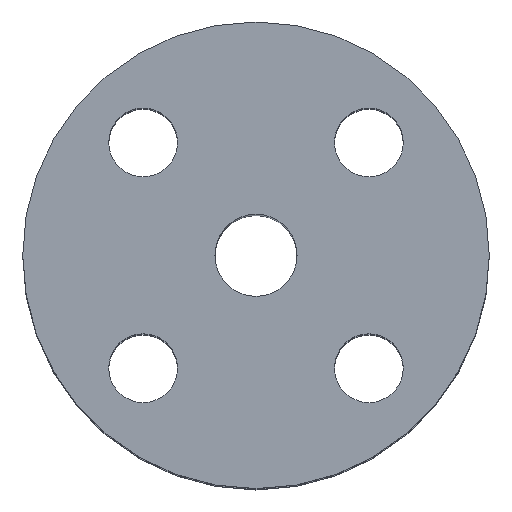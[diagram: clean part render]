
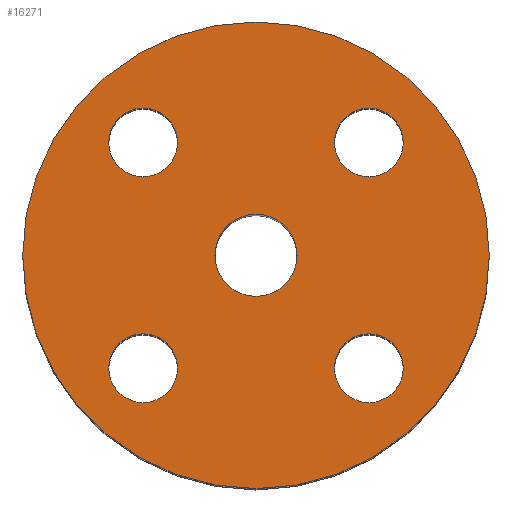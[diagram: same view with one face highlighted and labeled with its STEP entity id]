
A CAD part, top view. The second image highlights one B-rep face of the part: STEP entity #16271.
In plain terms, the highlighted planar face has unit normal (0, 0, 1).
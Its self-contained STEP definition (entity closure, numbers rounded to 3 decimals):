
#79 = VERTEX_POINT ( 'NONE', #21268 ) ;
#151 = DIRECTION ( 'NONE',  ( 0., 0., 1. ) ) ;
#238 = VERTEX_POINT ( 'NONE', #11201 ) ;
#260 = CARTESIAN_POINT ( 'NONE',  ( -8.35, 0., 0. ) ) ;
#308 = CIRCLE ( 'NONE', #22506, 47.5 ) ;
#330 = DIRECTION ( 'NONE',  ( 0., 0., 1. ) ) ;
#363 = DIRECTION ( 'NONE',  ( -1., 0., 0. ) ) ;
#666 = ORIENTED_EDGE ( 'NONE', *, *, #15518, .T. ) ;
#1389 = CIRCLE ( 'NONE', #16495, 7. ) ;
#1610 = VERTEX_POINT ( 'NONE', #14722 ) ;
#1710 = EDGE_LOOP ( 'NONE', ( #26290, #5949 ) ) ;
#1816 = AXIS2_PLACEMENT_3D ( 'NONE', #18244, #330, #22526 ) ;
#2673 = DIRECTION ( 'NONE',  ( 1., 0., 0. ) ) ;
#2757 = FACE_BOUND ( 'NONE', #21201, .T. ) ;
#3085 = DIRECTION ( 'NONE',  ( 1., 0., 0. ) ) ;
#3090 = ORIENTED_EDGE ( 'NONE', *, *, #4698, .F. ) ;
#3873 = DIRECTION ( 'NONE',  ( 0., 0., 1. ) ) ;
#3966 = CIRCLE ( 'NONE', #18124, 8.35 ) ;
#4436 = DIRECTION ( 'NONE',  ( 0., 0., 1. ) ) ;
#4557 = EDGE_LOOP ( 'NONE', ( #9117, #17932 ) ) ;
#4698 = EDGE_CURVE ( 'NONE', #21902, #23262, #20916, .T. ) ;
#4859 = DIRECTION ( 'NONE',  ( 0., 0., 1. ) ) ;
#5120 = FACE_BOUND ( 'NONE', #17628, .T. ) ;
#5231 = DIRECTION ( 'NONE',  ( 1., 0., 0. ) ) ;
#5944 = AXIS2_PLACEMENT_3D ( 'NONE', #9685, #27597, #363 ) ;
#5949 = ORIENTED_EDGE ( 'NONE', *, *, #11646, .F. ) ;
#5958 = EDGE_CURVE ( 'NONE', #17653, #79, #27104, .T. ) ;
#6174 = CARTESIAN_POINT ( 'NONE',  ( 15.981, 22.981, 0. ) ) ;
#6250 = EDGE_CURVE ( 'NONE', #10408, #20643, #3966, .T. ) ;
#7292 = ORIENTED_EDGE ( 'NONE', *, *, #5958, .F. ) ;
#7349 = CIRCLE ( 'NONE', #5944, 7. ) ;
#7477 = EDGE_CURVE ( 'NONE', #23262, #21902, #12960, .T. ) ;
#7776 = FACE_BOUND ( 'NONE', #1710, .T. ) ;
#8484 = CARTESIAN_POINT ( 'NONE',  ( -15.981, -22.981, 0. ) ) ;
#8614 = CARTESIAN_POINT ( 'NONE',  ( 22.981, 22.981, 0. ) ) ;
#8664 = CARTESIAN_POINT ( 'NONE',  ( 15.981, -22.981, 0. ) ) ;
#8910 = AXIS2_PLACEMENT_3D ( 'NONE', #8614, #28898, #24576 ) ;
#8920 = ORIENTED_EDGE ( 'NONE', *, *, #18339, .T. ) ;
#9117 = ORIENTED_EDGE ( 'NONE', *, *, #6250, .F. ) ;
#9295 = DIRECTION ( 'NONE',  ( 1., 0., 0. ) ) ;
#9685 = CARTESIAN_POINT ( 'NONE',  ( -22.981, -22.981, 0. ) ) ;
#10141 = FACE_BOUND ( 'NONE', #4557, .T. ) ;
#10243 = CARTESIAN_POINT ( 'NONE',  ( -22.981, -22.981, 0. ) ) ;
#10408 = VERTEX_POINT ( 'NONE', #11535 ) ;
#10592 = CARTESIAN_POINT ( 'NONE',  ( -29.981, 22.981, 0. ) ) ;
#10808 = DIRECTION ( 'NONE',  ( 0., 1., 0. ) ) ;
#11201 = CARTESIAN_POINT ( 'NONE',  ( -29.981, -22.981, 0. ) ) ;
#11535 = CARTESIAN_POINT ( 'NONE',  ( 8.35, 0., 0. ) ) ;
#11598 = AXIS2_PLACEMENT_3D ( 'NONE', #24097, #19802, #19366 ) ;
#11646 = EDGE_CURVE ( 'NONE', #23727, #15422, #15778, .T. ) ;
#11783 = DIRECTION ( 'NONE',  ( 0., 0., -1. ) ) ;
#12075 = CARTESIAN_POINT ( 'NONE',  ( 0., 8.35, 0. ) ) ;
#12643 = AXIS2_PLACEMENT_3D ( 'NONE', #16276, #151, #2673 ) ;
#12960 = CIRCLE ( 'NONE', #14361, 7. ) ;
#13253 = DIRECTION ( 'NONE',  ( 0., -1., 0. ) ) ;
#13341 = DIRECTION ( 'NONE',  ( -1., 0., 0. ) ) ;
#13988 = VERTEX_POINT ( 'NONE', #8484 ) ;
#14317 = CARTESIAN_POINT ( 'NONE',  ( 22.981, 22.981, 0. ) ) ;
#14361 = AXIS2_PLACEMENT_3D ( 'NONE', #28735, #3873, #10808 ) ;
#14722 = CARTESIAN_POINT ( 'NONE',  ( -47.5, 0., 0. ) ) ;
#15334 = DIRECTION ( 'NONE',  ( 0., 0., 1. ) ) ;
#15422 = VERTEX_POINT ( 'NONE', #21124 ) ;
#15518 = EDGE_CURVE ( 'NONE', #25613, #1610, #29106, .T. ) ;
#15621 = ORIENTED_EDGE ( 'NONE', *, *, #7477, .F. ) ;
#15778 = CIRCLE ( 'NONE', #26171, 7. ) ;
#15895 = EDGE_CURVE ( 'NONE', #238, #13988, #7349, .T. ) ;
#16207 = FACE_OUTER_BOUND ( 'NONE', #23602, .T. ) ;
#16209 = AXIS2_PLACEMENT_3D ( 'NONE', #17976, #15334, #13253 ) ;
#16217 = ORIENTED_EDGE ( 'NONE', *, *, #26927, .F. ) ;
#16271 = ADVANCED_FACE ( 'NONE', ( #5120, #2757, #16507, #7776, #10141, #16207 ), #16799, .F. ) ;
#16276 = CARTESIAN_POINT ( 'NONE',  ( 0., 0., 0. ) ) ;
#16495 = AXIS2_PLACEMENT_3D ( 'NONE', #10243, #22646, #13341 ) ;
#16507 = FACE_BOUND ( 'NONE', #25464, .T. ) ;
#16799 = PLANE ( 'NONE',  #23917 ) ;
#17066 = CARTESIAN_POINT ( 'NONE',  ( 0., 0., 0. ) ) ;
#17628 = EDGE_LOOP ( 'NONE', ( #25779, #7292 ) ) ;
#17653 = VERTEX_POINT ( 'NONE', #8664 ) ;
#17829 = CIRCLE ( 'NONE', #12643, 8.35 ) ;
#17932 = ORIENTED_EDGE ( 'NONE', *, *, #21937, .F. ) ;
#17976 = CARTESIAN_POINT ( 'NONE',  ( 22.981, -22.981, 0. ) ) ;
#18124 = AXIS2_PLACEMENT_3D ( 'NONE', #17066, #25506, #5231 ) ;
#18244 = CARTESIAN_POINT ( 'NONE',  ( 22.981, -22.981, 0. ) ) ;
#18339 = EDGE_CURVE ( 'NONE', #1610, #25613, #308, .T. ) ;
#19055 = AXIS2_PLACEMENT_3D ( 'NONE', #24549, #4436, #29010 ) ;
#19366 = DIRECTION ( 'NONE',  ( 1., 0., 0. ) ) ;
#19802 = DIRECTION ( 'NONE',  ( 0., 0., 1. ) ) ;
#20643 = VERTEX_POINT ( 'NONE', #260 ) ;
#20916 = CIRCLE ( 'NONE', #19055, 7. ) ;
#21124 = CARTESIAN_POINT ( 'NONE',  ( 29.981, 22.981, 0. ) ) ;
#21139 = CARTESIAN_POINT ( 'NONE',  ( 47.5, 0., 0. ) ) ;
#21201 = EDGE_LOOP ( 'NONE', ( #16217, #22883 ) ) ;
#21268 = CARTESIAN_POINT ( 'NONE',  ( 29.981, -22.981, 0. ) ) ;
#21692 = CIRCLE ( 'NONE', #8910, 7. ) ;
#21902 = VERTEX_POINT ( 'NONE', #22782 ) ;
#21937 = EDGE_CURVE ( 'NONE', #20643, #10408, #17829, .T. ) ;
#22506 = AXIS2_PLACEMENT_3D ( 'NONE', #23343, #23048, #3085 ) ;
#22526 = DIRECTION ( 'NONE',  ( 0., -1., 0. ) ) ;
#22589 = CIRCLE ( 'NONE', #1816, 7. ) ;
#22646 = DIRECTION ( 'NONE',  ( 0., 0., 1. ) ) ;
#22782 = CARTESIAN_POINT ( 'NONE',  ( -15.981, 22.981, 0. ) ) ;
#22883 = ORIENTED_EDGE ( 'NONE', *, *, #15895, .F. ) ;
#23048 = DIRECTION ( 'NONE',  ( 0., 0., 1. ) ) ;
#23262 = VERTEX_POINT ( 'NONE', #10592 ) ;
#23343 = CARTESIAN_POINT ( 'NONE',  ( 0., 0., 0. ) ) ;
#23602 = EDGE_LOOP ( 'NONE', ( #666, #8920 ) ) ;
#23727 = VERTEX_POINT ( 'NONE', #6174 ) ;
#23917 = AXIS2_PLACEMENT_3D ( 'NONE', #12075, #11783, #25532 ) ;
#24097 = CARTESIAN_POINT ( 'NONE',  ( 0., 0., 0. ) ) ;
#24148 = EDGE_CURVE ( 'NONE', #79, #17653, #22589, .T. ) ;
#24549 = CARTESIAN_POINT ( 'NONE',  ( -22.981, 22.981, 0. ) ) ;
#24576 = DIRECTION ( 'NONE',  ( 1., 0., 0. ) ) ;
#24987 = EDGE_CURVE ( 'NONE', #15422, #23727, #21692, .T. ) ;
#25464 = EDGE_LOOP ( 'NONE', ( #3090, #15621 ) ) ;
#25506 = DIRECTION ( 'NONE',  ( 0., 0., 1. ) ) ;
#25532 = DIRECTION ( 'NONE',  ( -1., 0., 0. ) ) ;
#25613 = VERTEX_POINT ( 'NONE', #21139 ) ;
#25779 = ORIENTED_EDGE ( 'NONE', *, *, #24148, .F. ) ;
#26171 = AXIS2_PLACEMENT_3D ( 'NONE', #14317, #4859, #9295 ) ;
#26290 = ORIENTED_EDGE ( 'NONE', *, *, #24987, .F. ) ;
#26927 = EDGE_CURVE ( 'NONE', #13988, #238, #1389, .T. ) ;
#27104 = CIRCLE ( 'NONE', #16209, 7. ) ;
#27597 = DIRECTION ( 'NONE',  ( 0., 0., 1. ) ) ;
#28735 = CARTESIAN_POINT ( 'NONE',  ( -22.981, 22.981, 0. ) ) ;
#28898 = DIRECTION ( 'NONE',  ( 0., 0., 1. ) ) ;
#29010 = DIRECTION ( 'NONE',  ( 0., 1., 0. ) ) ;
#29106 = CIRCLE ( 'NONE', #11598, 47.5 ) ;
